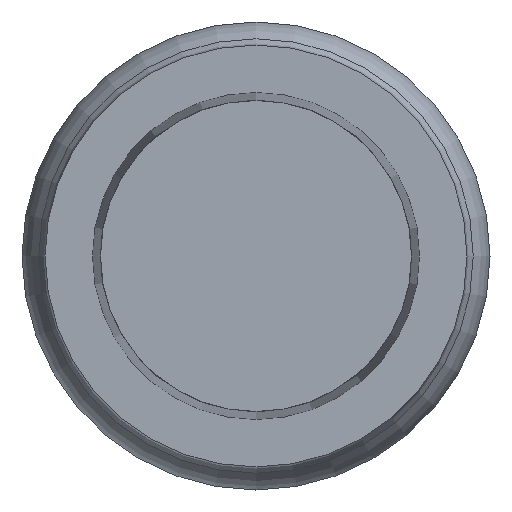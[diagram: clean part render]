
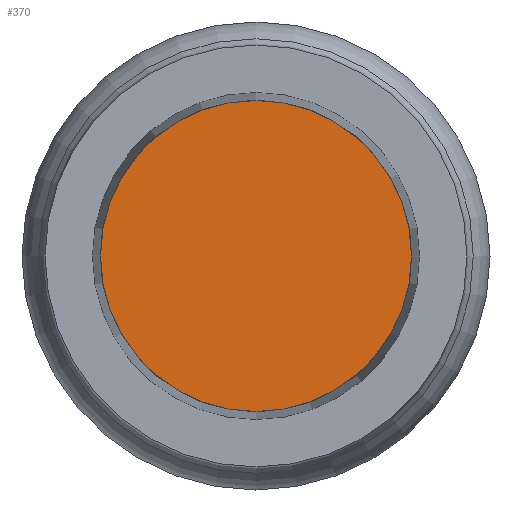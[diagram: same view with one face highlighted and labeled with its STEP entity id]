
A CAD part, left-side view. The second image highlights one B-rep face of the part: STEP entity #370.
In plain terms, the highlighted planar face has unit normal (-1, 0, 0).
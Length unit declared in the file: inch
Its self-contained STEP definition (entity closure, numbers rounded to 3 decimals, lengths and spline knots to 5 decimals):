
#65 = DIRECTION ( 'NONE',  ( 0., 0., 1. ) ) ;
#136 = CARTESIAN_POINT ( 'NONE',  ( -0.46, 0., -0.01787 ) ) ;
#141 = FACE_OUTER_BOUND ( 'NONE', #528, .T. ) ;
#147 = CARTESIAN_POINT ( 'NONE',  ( -0.46, 0., 0. ) ) ;
#159 = AXIS2_PLACEMENT_3D ( 'NONE', #147, #433, #303 ) ;
#171 = EDGE_CURVE ( 'NONE', #538, #538, #225, .T. ) ;
#197 = ORIENTED_EDGE ( 'NONE', *, *, #171, .F. ) ;
#225 = CIRCLE ( 'NONE', #159, 0.01787 ) ;
#297 = AXIS2_PLACEMENT_3D ( 'NONE', #395, #402, #65 ) ;
#303 = DIRECTION ( 'NONE',  ( 0., 0., -1. ) ) ;
#370 = ADVANCED_FACE ( 'NONE', ( #141 ), #473, .T. ) ;
#395 = CARTESIAN_POINT ( 'NONE',  ( -0.46, 0.02, 0. ) ) ;
#402 = DIRECTION ( 'NONE',  ( -1., 0., 0. ) ) ;
#433 = DIRECTION ( 'NONE',  ( 1., 0., 0. ) ) ;
#473 = PLANE ( 'NONE',  #297 ) ;
#528 = EDGE_LOOP ( 'NONE', ( #197 ) ) ;
#538 = VERTEX_POINT ( 'NONE', #136 ) ;
